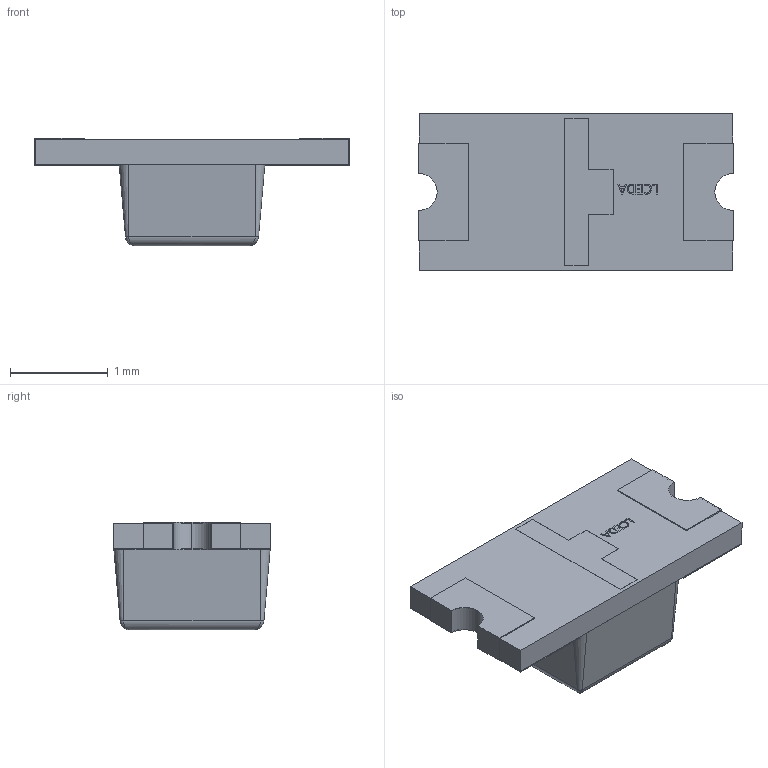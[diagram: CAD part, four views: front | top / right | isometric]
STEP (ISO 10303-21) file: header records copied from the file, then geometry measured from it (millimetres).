
FILE_DESCRIPTION (( 'STEP AP214' ), '1' );
FILE_NAME ('LED1206-RD_GREEN-SIDE.STEP', '2021-12-15T07:26:01', ( 'PC' ), ( 'Microsoft' ), 'SwSTEP 2.0', 'SolidWorks 2020', '' );
FILE_SCHEMA (( 'AUTOMOTIVE_DESIGN' ));
Length unit declared in the file: millimetre
Products named in the file (1): LED1206-RD_GREEN-SIDE
Bounding box: 3.22 x 1.6 x 1.1 mm (x, y, z)
Volume: 3.1 mm3; surface area: 30.2 mm2
Topology: 4 solids, 4 shells, 142 faces, 363 edges, 234 vertices
Faces by surface type: plane 105, bspline 18, cylinder 15, cone 4
Entity records: 6867 total; most frequent: CARTESIAN_POINT 1966, ORIENTED_EDGE 718, DIRECTION 595, EDGE_CURVE 359, VECTOR 293, LINE 293, VERTEX_POINT 234, AXIS2_PLACEMENT_3D 151
